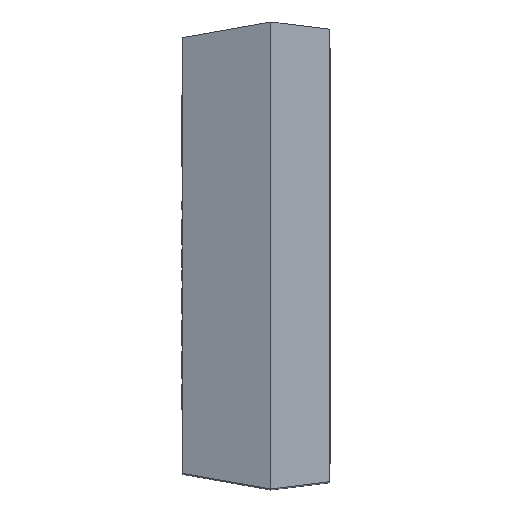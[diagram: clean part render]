
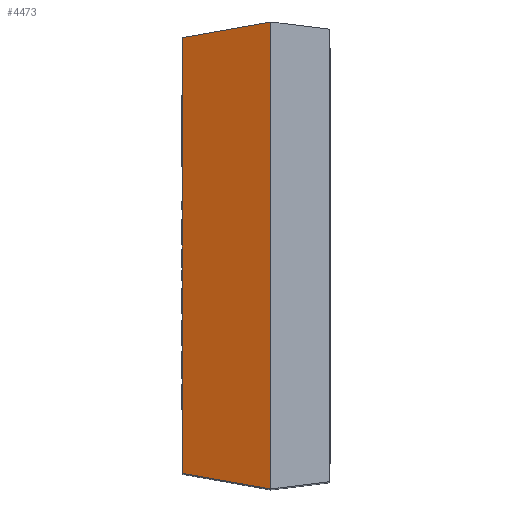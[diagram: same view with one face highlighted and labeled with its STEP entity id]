
A CAD part, top view. The second image highlights one B-rep face of the part: STEP entity #4473.
In plain terms, the highlighted planar face has unit normal (-0.342, 0, 0.94).
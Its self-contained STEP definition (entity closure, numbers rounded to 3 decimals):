
#370=FACE_OUTER_BOUND('',#627,.T.);
#627=EDGE_LOOP('',(#3901,#3902,#3903,#3904));
#1121=LINE('',#7287,#1681);
#1132=LINE('',#7308,#1692);
#1138=LINE('',#7321,#1698);
#1166=LINE('',#7374,#1726);
#1681=VECTOR('',#5665,1000.);
#1692=VECTOR('',#5678,1000.);
#1698=VECTOR('',#5688,1000.);
#1726=VECTOR('',#5724,1000.);
#2125=VERTEX_POINT('',#7284);
#2126=VERTEX_POINT('',#7286);
#2135=VERTEX_POINT('',#7306);
#2140=VERTEX_POINT('',#7320);
#2707=EDGE_CURVE('',#2125,#2126,#1121,.T.);
#2718=EDGE_CURVE('',#2135,#2125,#1132,.T.);
#2724=EDGE_CURVE('',#2140,#2126,#1138,.T.);
#2752=EDGE_CURVE('',#2135,#2140,#1166,.T.);
#3901=ORIENTED_EDGE('',*,*,#2752,.T.);
#3902=ORIENTED_EDGE('',*,*,#2724,.T.);
#3903=ORIENTED_EDGE('',*,*,#2707,.F.);
#3904=ORIENTED_EDGE('',*,*,#2718,.F.);
#4227=PLANE('',#4742);
#4473=ADVANCED_FACE('',(#370),#4227,.F.);
#4742=AXIS2_PLACEMENT_3D('',#7377,#5728,#5729);
#5665=DIRECTION('',(0.,1.,0.));
#5678=DIRECTION('',(-0.927,0.163,-0.337));
#5688=DIRECTION('',(-0.927,-0.163,-0.337));
#5724=DIRECTION('',(0.,1.,0.));
#5728=DIRECTION('center_axis',(0.342,0.,
-0.94));
#5729=DIRECTION('ref_axis',(0.94,0.,0.342));
#7284=CARTESIAN_POINT('',(-2.29,-7.371,24.178));
#7286=CARTESIAN_POINT('',(-2.29,7.371,24.178));
#7287=CARTESIAN_POINT('',(-2.29,-7.9,24.178));
#7306=CARTESIAN_POINT('',(0.71,-7.9,25.27));
#7308=CARTESIAN_POINT('',(-5.476,-6.809,23.019));
#7320=CARTESIAN_POINT('',(0.71,7.9,25.27));
#7321=CARTESIAN_POINT('',(-7.87,6.387,22.147));
#7374=CARTESIAN_POINT('',(0.71,-7.9,25.27));
#7377=CARTESIAN_POINT('Origin',(-5.646,-7.9,22.957));
